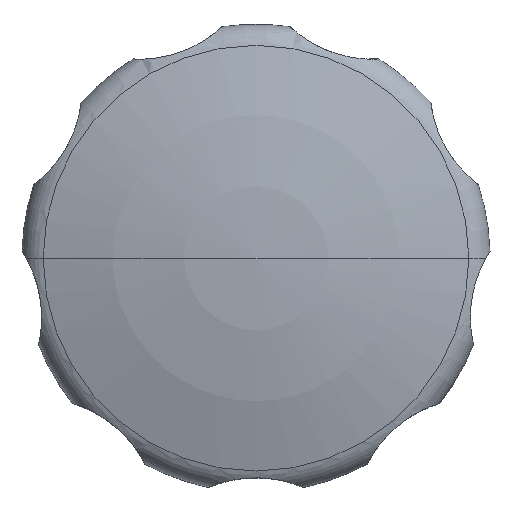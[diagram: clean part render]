
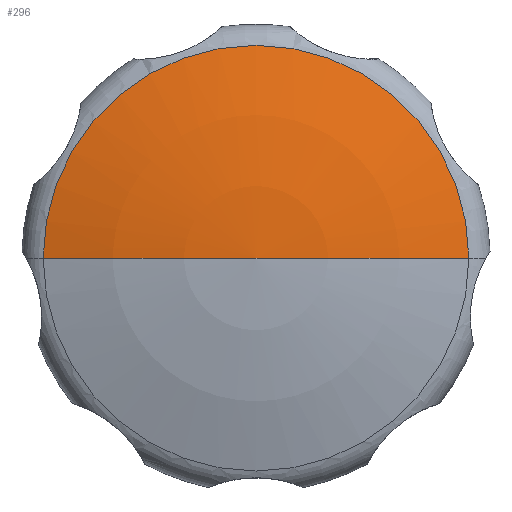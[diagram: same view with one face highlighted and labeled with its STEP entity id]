
A CAD part, top view. The second image highlights one B-rep face of the part: STEP entity #296.
In plain terms, the highlighted spherical face has radius 95.351 mm.
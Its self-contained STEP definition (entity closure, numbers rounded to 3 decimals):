
#286=VERTEX_POINT('',#695);
#296=ADVANCED_FACE('',(#707),#708,.T.);
#368=VERTEX_POINT('',#791);
#382=VERTEX_POINT('',#805);
#436=EDGE_CURVE('',#382,#286,#861,.T.);
#490=EDGE_CURVE('',#368,#382,#917,.T.);
#500=EDGE_CURVE('',#286,#368,#928,.T.);
#695=CARTESIAN_POINT('',(28.182,0.,58.74));
#707=FACE_OUTER_BOUND('',#1239,.T.);
#708=SPHERICAL_SURFACE('',#1240,95.351);
#791=CARTESIAN_POINT('',(-28.182,0.,58.74));
#805=CARTESIAN_POINT('',(0.,0.,63.0));
#861=CIRCLE('',#1713,95.351);
#917=CIRCLE('',#1808,95.351);
#928=CIRCLE('',#1849,28.182);
#1239=EDGE_LOOP('',(#2294,#2295,#2296));
#1240=AXIS2_PLACEMENT_3D('',#2297,#2298,#2299);
#1713=AXIS2_PLACEMENT_3D('',#2443,#2444,#2445);
#1808=AXIS2_PLACEMENT_3D('',#2481,#2482,#2483);
#1849=AXIS2_PLACEMENT_3D('',#2495,#2496,#2497);
#2294=ORIENTED_EDGE('',*,*,#490,.T.);
#2295=ORIENTED_EDGE('',*,*,#436,.T.);
#2296=ORIENTED_EDGE('',*,*,#500,.T.);
#2297=CARTESIAN_POINT('',(0.,0.,-32.351));
#2298=DIRECTION('',(0.,0.,1.0));
#2299=DIRECTION('',(-1.0,0.,0.0));
#2443=CARTESIAN_POINT('',(0.,0.,-32.351));
#2444=DIRECTION('',(0.,1.0,0.));
#2445=DIRECTION('',(0.0,0.,-1.0));
#2481=CARTESIAN_POINT('',(0.,0.,-32.351));
#2482=DIRECTION('',(0.,1.0,0.));
#2483=DIRECTION('',(0.0,0.,-1.0));
#2495=CARTESIAN_POINT('',(0.,0.,58.74));
#2496=DIRECTION('',(0.,0.,1.0));
#2497=DIRECTION('',(-1.0,0.,0.));
